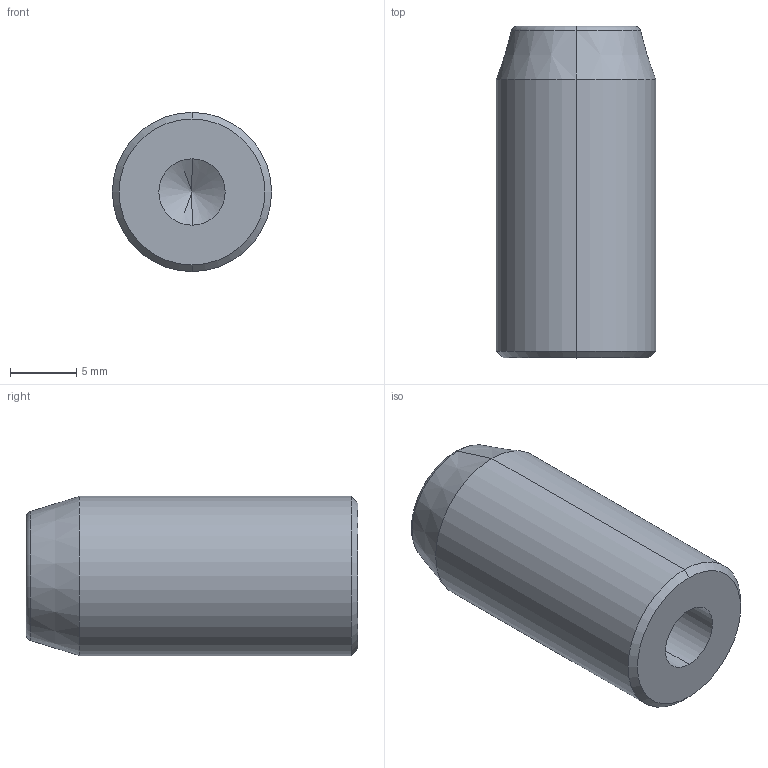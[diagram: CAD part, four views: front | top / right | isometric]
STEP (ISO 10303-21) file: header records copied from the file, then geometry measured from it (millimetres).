
FILE_DESCRIPTION (( 'STEP AP203' ), '1' );
FILE_NAME ('(STEP)M-PD-12-25.STEP', '2020-03-31T09:19:39', ( '' ), ( '' ), 'SwSTEP 2.0', 'SolidWorks 2019', '' );
FILE_SCHEMA (( 'CONFIG_CONTROL_DESIGN' ));
Length unit declared in the file: millimetre
Products named in the file (1): (STEP)M-PD-12-25
Bounding box: 12 x 25 x 12 mm (x, y, z)
Volume: 2419.4 mm3; surface area: 1384.9 mm2
Topology: 1 solids, 1 shells, 18 faces, 38 edges, 20 vertices
Faces by surface type: cone 8, cylinder 6, torus 2, plane 2
Entity records: 531 total; most frequent: DIRECTION 92, CARTESIAN_POINT 73, ORIENTED_EDGE 68, AXIS2_PLACEMENT_3D 39, EDGE_CURVE 34, EDGE_LOOP 20, VERTEX_POINT 20, CIRCLE 20
